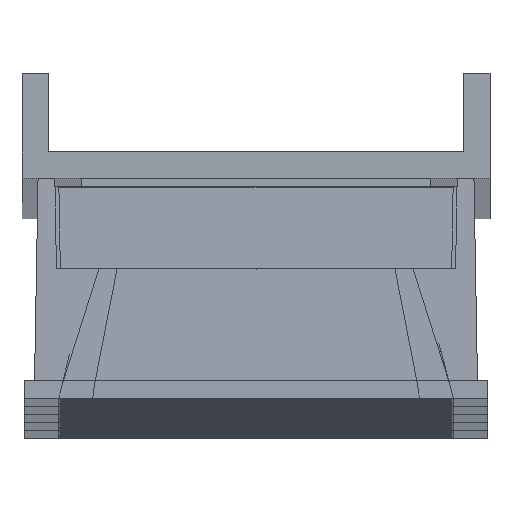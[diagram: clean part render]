
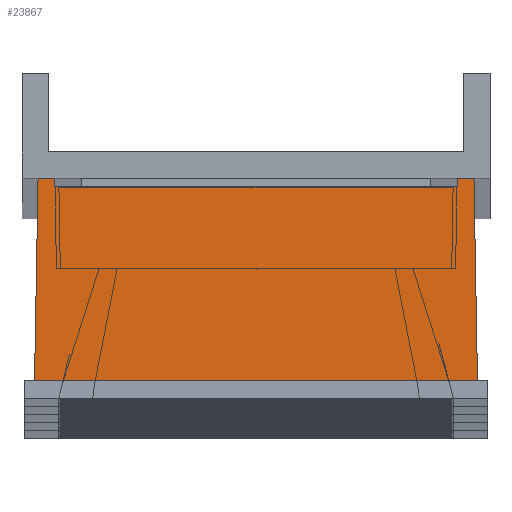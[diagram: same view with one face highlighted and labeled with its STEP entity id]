
A CAD part, top view. The second image highlights one B-rep face of the part: STEP entity #23867.
In plain terms, the highlighted face is planar.
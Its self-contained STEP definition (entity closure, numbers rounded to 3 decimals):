
#896 = DIRECTION ( 'NONE',  ( -1., 0., 0. ) ) ;
#2186 = LINE ( 'NONE', #16355, #4179 ) ;
#2447 = VERTEX_POINT ( 'NONE', #56709 ) ;
#4179 = VECTOR ( 'NONE', #89725, 1000. ) ;
#6891 = LINE ( 'NONE', #85026, #70482 ) ;
#7065 = VECTOR ( 'NONE', #24702, 1000. ) ;
#7201 = VECTOR ( 'NONE', #24191, 1000. ) ;
#7435 = EDGE_CURVE ( 'NONE', #41223, #61678, #79531, .T. ) ;
#10385 = AXIS2_PLACEMENT_3D ( 'NONE', #70763, #13358, #84885 ) ;
#13358 = DIRECTION ( 'NONE',  ( 0., -1., -0.017 ) ) ;
#14244 = ORIENTED_EDGE ( 'NONE', *, *, #73281, .T. ) ;
#14290 = PLANE ( 'NONE',  #10385 ) ;
#16355 = CARTESIAN_POINT ( 'NONE',  ( -11.519, 668.482, -6. ) ) ;
#17354 = EDGE_CURVE ( 'NONE', #77920, #2447, #2186, .T. ) ;
#23675 = CARTESIAN_POINT ( 'NONE',  ( 11.519, 668.482, -6. ) ) ;
#23867 = ADVANCED_FACE ( 'NONE', ( #92905 ), #14290, .F. ) ;
#24191 = DIRECTION ( 'NONE',  ( -0.017, 0.017, -1. ) ) ;
#24702 = DIRECTION ( 'NONE',  ( -0.017, 0.017, -1. ) ) ;
#24778 = ORIENTED_EDGE ( 'NONE', *, *, #85339, .F. ) ;
#25267 = VECTOR ( 'NONE', #34688, 1000. ) ;
#26060 = ORIENTED_EDGE ( 'NONE', *, *, #80159, .F. ) ;
#27424 = CARTESIAN_POINT ( 'NONE',  ( -11.51, 668.491, -6.5 ) ) ;
#27611 = DIRECTION ( 'NONE',  ( -0.017, -0.017, 1. ) ) ;
#27693 = CARTESIAN_POINT ( 'NONE',  ( 12.481, 668.482, -6. ) ) ;
#28089 = LINE ( 'NONE', #57265, #25267 ) ;
#31747 = CARTESIAN_POINT ( 'NONE',  ( 11.519, 668.482, -6. ) ) ;
#34212 = VERTEX_POINT ( 'NONE', #23675 ) ;
#34688 = DIRECTION ( 'NONE',  ( 0.017, 0.017, -1. ) ) ;
#35438 = ORIENTED_EDGE ( 'NONE', *, *, #70215, .F. ) ;
#41223 = VERTEX_POINT ( 'NONE', #88722 ) ;
#41816 = LINE ( 'NONE', #27693, #82636 ) ;
#46723 = LINE ( 'NONE', #75915, #7201 ) ;
#51271 = CARTESIAN_POINT ( 'NONE',  ( 11.51, 668.491, -6.5 ) ) ;
#55455 = CARTESIAN_POINT ( 'NONE',  ( -11.519, 668.482, -6. ) ) ;
#56384 = DIRECTION ( 'NONE',  ( -1., 0., 0. ) ) ;
#56709 = CARTESIAN_POINT ( 'NONE',  ( -12.481, 668.482, -6. ) ) ;
#57028 = DIRECTION ( 'NONE',  ( -1., 0., 0. ) ) ;
#57265 = CARTESIAN_POINT ( 'NONE',  ( 12.481, 668.482, -6. ) ) ;
#59538 = LINE ( 'NONE', #31747, #7065 ) ;
#60039 = CARTESIAN_POINT ( 'NONE',  ( 12.683, 668.685, -17.6 ) ) ;
#60746 = ORIENTED_EDGE ( 'NONE', *, *, #91822, .T. ) ;
#60969 = EDGE_CURVE ( 'NONE', #2447, #80712, #46723, .T. ) ;
#61678 = VERTEX_POINT ( 'NONE', #27424 ) ;
#63581 = EDGE_LOOP ( 'NONE', ( #35438, #73441, #24778, #26060, #60746, #14244, #80930, #89074 ) ) ;
#66691 = VERTEX_POINT ( 'NONE', #78052 ) ;
#67104 = LINE ( 'NONE', #60039, #78017 ) ;
#70215 = EDGE_CURVE ( 'NONE', #61678, #77920, #6891, .T. ) ;
#70482 = VECTOR ( 'NONE', #27611, 1000. ) ;
#70763 = CARTESIAN_POINT ( 'NONE',  ( 0., 668.502, -7.109 ) ) ;
#73281 = EDGE_CURVE ( 'NONE', #78728, #80712, #67104, .T. ) ;
#73441 = ORIENTED_EDGE ( 'NONE', *, *, #7435, .F. ) ;
#75915 = CARTESIAN_POINT ( 'NONE',  ( -12.481, 668.482, -6. ) ) ;
#77920 = VERTEX_POINT ( 'NONE', #55455 ) ;
#78017 = VECTOR ( 'NONE', #57028, 1000. ) ;
#78052 = CARTESIAN_POINT ( 'NONE',  ( 12.481, 668.482, -6. ) ) ;
#78716 = VECTOR ( 'NONE', #896, 1000. ) ;
#78728 = VERTEX_POINT ( 'NONE', #80703 ) ;
#79531 = LINE ( 'NONE', #51271, #78716 ) ;
#80159 = EDGE_CURVE ( 'NONE', #66691, #34212, #41816, .T. ) ;
#80703 = CARTESIAN_POINT ( 'NONE',  ( 12.683, 668.685, -17.6 ) ) ;
#80712 = VERTEX_POINT ( 'NONE', #83710 ) ;
#80930 = ORIENTED_EDGE ( 'NONE', *, *, #60969, .F. ) ;
#82636 = VECTOR ( 'NONE', #56384, 1000. ) ;
#83710 = CARTESIAN_POINT ( 'NONE',  ( -12.683, 668.685, -17.6 ) ) ;
#84885 = DIRECTION ( 'NONE',  ( 1., 0., 0. ) ) ;
#85026 = CARTESIAN_POINT ( 'NONE',  ( -11.51, 668.491, -6.5 ) ) ;
#85339 = EDGE_CURVE ( 'NONE', #34212, #41223, #59538, .T. ) ;
#88722 = CARTESIAN_POINT ( 'NONE',  ( 11.51, 668.491, -6.5 ) ) ;
#89074 = ORIENTED_EDGE ( 'NONE', *, *, #17354, .F. ) ;
#89725 = DIRECTION ( 'NONE',  ( -1., 0., 0. ) ) ;
#91822 = EDGE_CURVE ( 'NONE', #66691, #78728, #28089, .T. ) ;
#92905 = FACE_OUTER_BOUND ( 'NONE', #63581, .T. ) ;
